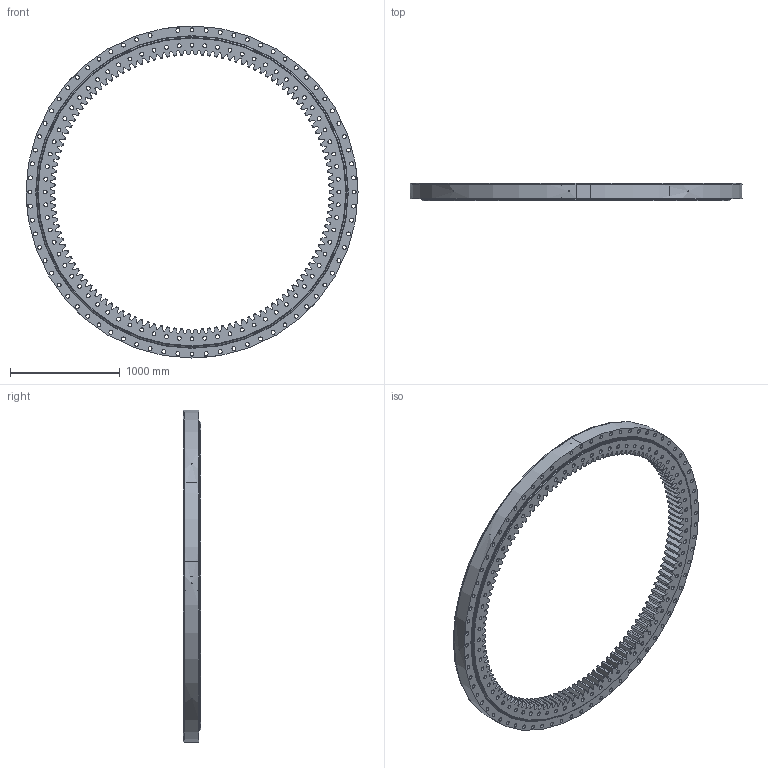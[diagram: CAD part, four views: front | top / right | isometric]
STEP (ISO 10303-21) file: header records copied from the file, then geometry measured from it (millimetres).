
FILE_DESCRIPTION (( 'STEP AP203' ), '1' );
FILE_NAME ('07-2810-09.STEP', '2017-12-27T12:40:51', ( 'defontaine' ), ( 'Hewlett-Packard Company' ), 'SwSTEP 2.0', 'SolidWorks 2016', '' );
FILE_SCHEMA (( 'CONFIG_CONTROL_DESIGN' ));
Length unit declared in the file: millimetre
Products named in the file (1): 07-2810-09
Bounding box: 3020 x 158 x 3020 mm (x, y, z)
Volume: 254083375.8 mm3; surface area: 14033756.3 mm2
Topology: 5 solids, 5 shells, 1148 faces, 3400 edges, 2262 vertices
Faces by surface type: cylinder 583, cone 272, plane 270, torus 23
Entity records: 41390 total; most frequent: CARTESIAN_POINT 9691, ORIENTED_EDGE 6800, DIRECTION 6571, EDGE_CURVE 3400, AXIS2_PLACEMENT_3D 2606, VERTEX_POINT 2262, EDGE_LOOP 1458, CIRCLE 1457
